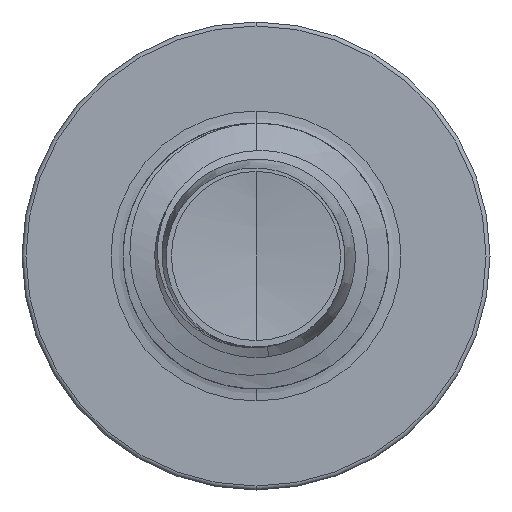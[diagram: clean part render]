
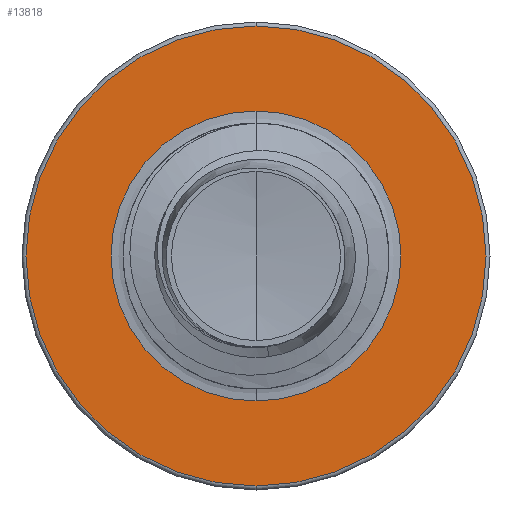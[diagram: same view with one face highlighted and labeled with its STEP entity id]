
A CAD part, front view. The second image highlights one B-rep face of the part: STEP entity #13818.
In plain terms, the highlighted planar face has unit normal (0, -1, 0).
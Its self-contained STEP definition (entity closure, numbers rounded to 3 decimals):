
#141 = PLANE ( 'NONE',  #7214 ) ;
#584 = CIRCLE ( 'NONE', #7246, 2.163 ) ;
#1490 = AXIS2_PLACEMENT_3D ( 'NONE', #7280, #17369, #8899 ) ;
#1904 = EDGE_LOOP ( 'NONE', ( #19702, #13083 ) ) ;
#1927 = ORIENTED_EDGE ( 'NONE', *, *, #17782, .T. ) ;
#3339 = DIRECTION ( 'NONE',  ( 0., 1., 0. ) ) ;
#3403 = AXIS2_PLACEMENT_3D ( 'NONE', #12749, #3339, #14132 ) ;
#3788 = DIRECTION ( 'NONE',  ( 0., 0., 1. ) ) ;
#4334 = EDGE_CURVE ( 'NONE', #19362, #9322, #16385, .T. ) ;
#5529 = CIRCLE ( 'NONE', #3403, 1.363 ) ;
#7214 = AXIS2_PLACEMENT_3D ( 'NONE', #15771, #13124, #3788 ) ;
#7246 = AXIS2_PLACEMENT_3D ( 'NONE', #17299, #8814, #18793 ) ;
#7280 = CARTESIAN_POINT ( 'NONE',  ( 0., 6.5, 0. ) ) ;
#8814 = DIRECTION ( 'NONE',  ( 0., 1., 0. ) ) ;
#8899 = DIRECTION ( 'NONE',  ( 0., 0., 1. ) ) ;
#9001 = CARTESIAN_POINT ( 'NONE',  ( 0., 6.5, 2.163 ) ) ;
#9322 = VERTEX_POINT ( 'NONE', #9001 ) ;
#9417 = VERTEX_POINT ( 'NONE', #15919 ) ;
#9999 = FACE_OUTER_BOUND ( 'NONE', #1904, .T. ) ;
#11522 = CIRCLE ( 'NONE', #1490, 1.363 ) ;
#12725 = AXIS2_PLACEMENT_3D ( 'NONE', #18958, #18938, #18917 ) ;
#12749 = CARTESIAN_POINT ( 'NONE',  ( 0., 6.5, 0. ) ) ;
#12780 = EDGE_LOOP ( 'NONE', ( #1927, #18048 ) ) ;
#13083 = ORIENTED_EDGE ( 'NONE', *, *, #4334, .F. ) ;
#13124 = DIRECTION ( 'NONE',  ( 0., 1., 0. ) ) ;
#13379 = FACE_BOUND ( 'NONE', #12780, .T. ) ;
#13818 = ADVANCED_FACE ( 'NONE', ( #9999, #13379 ), #141, .F. ) ;
#13870 = EDGE_CURVE ( 'NONE', #9322, #19362, #584, .T. ) ;
#13876 = CARTESIAN_POINT ( 'NONE',  ( 0., 6.5, 1.363 ) ) ;
#14132 = DIRECTION ( 'NONE',  ( 0., 0., 1. ) ) ;
#15771 = CARTESIAN_POINT ( 'NONE',  ( 0., 6.5, -1.363 ) ) ;
#15919 = CARTESIAN_POINT ( 'NONE',  ( 0., 6.5, -1.363 ) ) ;
#16212 = VERTEX_POINT ( 'NONE', #13876 ) ;
#16311 = EDGE_CURVE ( 'NONE', #9417, #16212, #5529, .T. ) ;
#16385 = CIRCLE ( 'NONE', #12725, 2.163 ) ;
#17299 = CARTESIAN_POINT ( 'NONE',  ( 0., 6.5, 0. ) ) ;
#17369 = DIRECTION ( 'NONE',  ( 0., 1., 0. ) ) ;
#17782 = EDGE_CURVE ( 'NONE', #16212, #9417, #11522, .T. ) ;
#18048 = ORIENTED_EDGE ( 'NONE', *, *, #16311, .T. ) ;
#18279 = CARTESIAN_POINT ( 'NONE',  ( 0., 6.5, -2.162 ) ) ;
#18793 = DIRECTION ( 'NONE',  ( 0., 0., 1. ) ) ;
#18917 = DIRECTION ( 'NONE',  ( 0., 0., 1. ) ) ;
#18938 = DIRECTION ( 'NONE',  ( 0., 1., 0. ) ) ;
#18958 = CARTESIAN_POINT ( 'NONE',  ( 0., 6.5, 0. ) ) ;
#19362 = VERTEX_POINT ( 'NONE', #18279 ) ;
#19702 = ORIENTED_EDGE ( 'NONE', *, *, #13870, .F. ) ;
